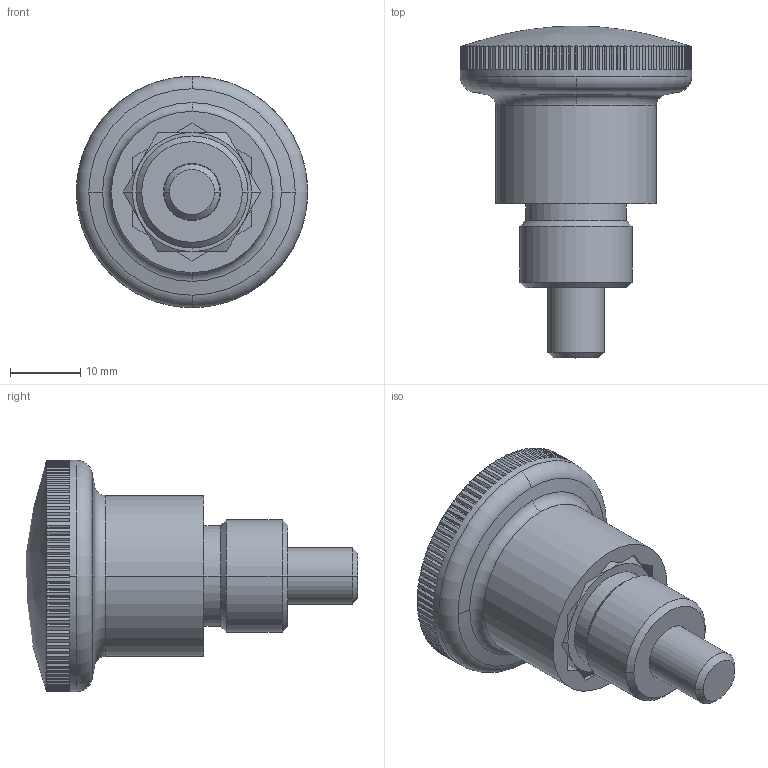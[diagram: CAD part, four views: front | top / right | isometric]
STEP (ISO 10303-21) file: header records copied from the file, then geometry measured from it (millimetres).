
FILE_DESCRIPTION(('STEP AP214'),'1');
FILE_NAME('HALDERN_EH_22110_1152-1.stp','2017-05-09T08:10:14',('TraceParts'),('TraceParts S.A.'),'Spatial InterOp 3D',' ',' ');
FILE_SCHEMA(('automotive_design'));
Length unit declared in the file: millimetre
Products named in the file (2): HALDERN_EH_22110_1152-1_1; HALDERN_EH_22110_1152-1_2
Bounding box: 33 x 47.38 x 33 mm (x, y, z)
Volume: 15346.3 mm3; surface area: 8327.2 mm2
Topology: 2 solids, 2 shells, 372 faces, 1076 edges, 712 vertices
Faces by surface type: plane 337, cone 16, cylinder 14, torus 4, sphere 1
Entity records: 15431 total; most frequent: DIRECTION 2268, CARTESIAN_POINT 2210, ORIENTED_EDGE 2152, EDGE_CURVE 1076, AXIS2_PLACEMENT_3D 830, VERTEX_POINT 712, LINE 608, VECTOR 608
